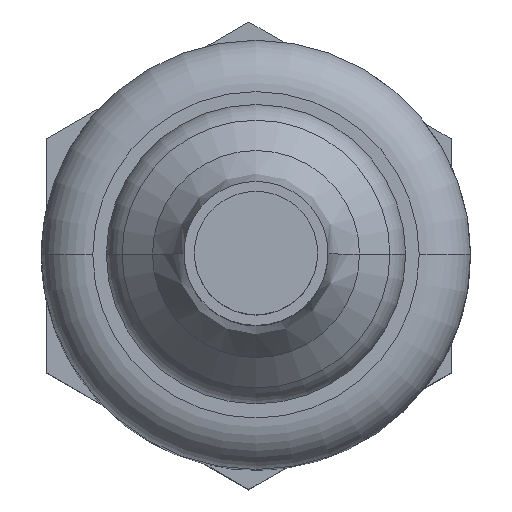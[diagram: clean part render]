
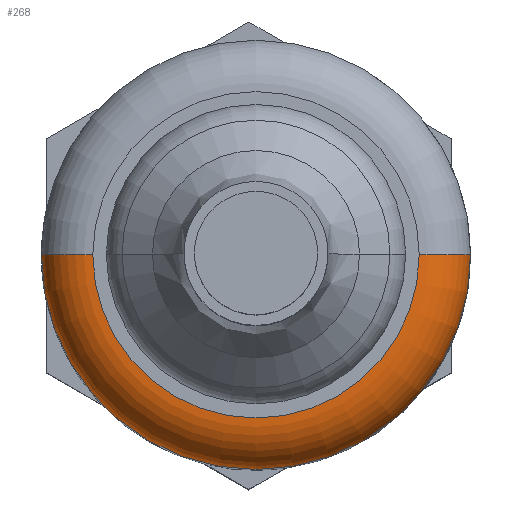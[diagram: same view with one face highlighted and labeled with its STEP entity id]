
A CAD part, top view. The second image highlights one B-rep face of the part: STEP entity #268.
In plain terms, the highlighted toroidal (fillet/blend) face has major radius 4.03 mm and minor radius 1.27 mm.
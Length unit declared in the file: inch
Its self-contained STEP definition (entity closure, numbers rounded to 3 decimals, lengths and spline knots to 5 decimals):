
#225=CARTESIAN_POINT('',(0.0,0.,0.77503));
#226=DIRECTION('',(0.,0.0,1.0));
#227=DIRECTION('',(1.0,0.0,0.0));
#228=AXIS2_PLACEMENT_3D('',#225,#226,#227);
#229=TOROIDAL_SURFACE('',#228,0.15866,0.05);
#230=CARTESIAN_POINT('',(0.15866,0.,0.82503));
#231=VERTEX_POINT('',#230);
#232=CARTESIAN_POINT('',(0.20866,0.,0.77503));
#233=VERTEX_POINT('',#232);
#234=CARTESIAN_POINT('',(0.15866,0.,0.77503));
#235=DIRECTION('',(0.0,1.0,0.0));
#236=DIRECTION('',(1.0,0.0,0.0));
#237=AXIS2_PLACEMENT_3D('',#234,#235,#236);
#238=CIRCLE('',#237,0.05);
#239=EDGE_CURVE('',#231,#233,#238,.T.);
#240=ORIENTED_EDGE('',*,*,#239,.F.);
#241=CARTESIAN_POINT('',(-0.15866,0.,0.82503));
#242=VERTEX_POINT('',#241);
#243=CARTESIAN_POINT('',(0.0,0.,0.82503));
#244=DIRECTION('',(0.0,0.0,-1.0));
#245=DIRECTION('',(1.0,0.0,0.0));
#246=AXIS2_PLACEMENT_3D('',#243,#244,#245);
#247=CIRCLE('',#246,0.15866);
#248=EDGE_CURVE('',#231,#242,#247,.T.);
#249=ORIENTED_EDGE('',*,*,#248,.T.);
#250=CARTESIAN_POINT('',(-0.20866,0.,0.77503));
#251=VERTEX_POINT('',#250);
#252=CARTESIAN_POINT('',(-0.15866,0.,0.77503));
#253=DIRECTION('',(0.0,-1.0,0.0));
#254=DIRECTION('',(-1.0,0.0,0.0));
#255=AXIS2_PLACEMENT_3D('',#252,#253,#254);
#256=CIRCLE('',#255,0.05);
#257=EDGE_CURVE('',#242,#251,#256,.T.);
#258=ORIENTED_EDGE('',*,*,#257,.T.);
#259=CARTESIAN_POINT('',(0.0,0.,0.77503));
#260=DIRECTION('',(0.0,0.0,1.0));
#261=DIRECTION('',(1.0,0.0,0.0));
#262=AXIS2_PLACEMENT_3D('',#259,#260,#261);
#263=CIRCLE('',#262,0.20866);
#264=EDGE_CURVE('',#251,#233,#263,.T.);
#265=ORIENTED_EDGE('',*,*,#264,.T.);
#266=EDGE_LOOP('',(#240,#249,#258,#265));
#267=FACE_OUTER_BOUND('',#266,.T.);
#268=ADVANCED_FACE('',(#267),#229,.T.);
